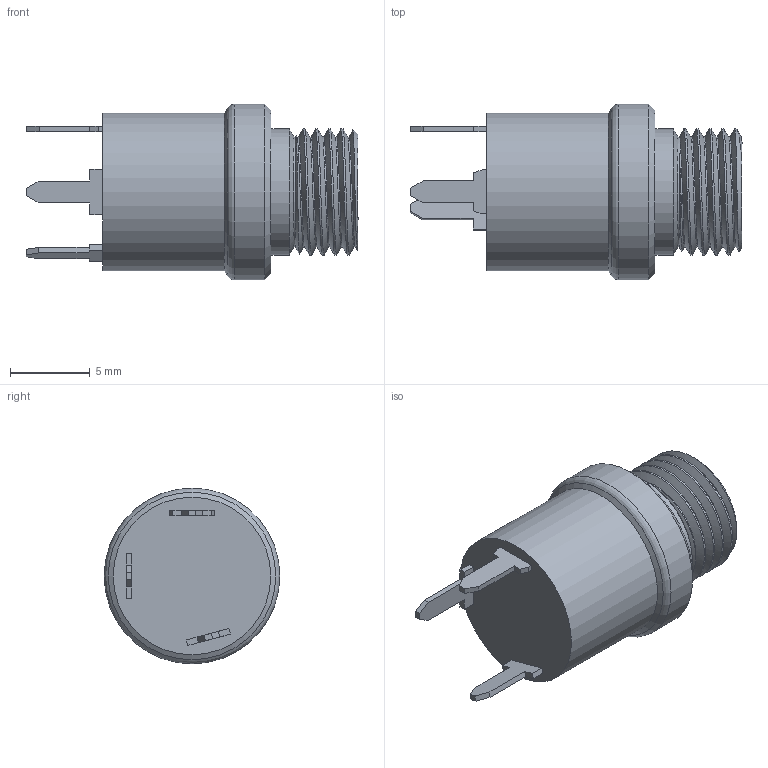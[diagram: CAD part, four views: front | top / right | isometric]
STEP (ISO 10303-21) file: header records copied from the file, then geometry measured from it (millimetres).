
FILE_DESCRIPTION(/* description */ (''),/* implementation_level */ '2;1');
FILE_NAME(/* name */ 'PC712A.stp',/* time_stamp */ '2014-10-30T15:34:21+00:00',/* author */ ('Patrick Camilleri'),/* organization */ (''),/* preprocessor_version */ 'ST-DEVELOPER v15.6',/* originating_system */ 'Autodesk Inventor 2015',/* authorisation */ '');
FILE_SCHEMA (('AUTOMOTIVE_DESIGN { 1 0 10303 214 3 1 1 }'));
Length unit declared in the file: inch
Products named in the file (1): PC712A_original
Bounding box: 20.83 x 11.02 x 11.02 mm (x, y, z)
Volume: 865.2 mm3; surface area: 1021.1 mm2
Topology: 1 solids, 1 shells, 71 faces, 183 edges, 120 vertices
Faces by surface type: plane 45, cylinder 13, cone 8, bspline 3, torus 2
Full cylindrical faces by diameter (mm): 5.842 x1, 6.934 x5, 7.925 x1, 9.887 x1, 11.024 x1
Entity records: 3126 total; most frequent: CARTESIAN_POINT 1586, ORIENTED_EDGE 302, DIRECTION 295, EDGE_CURVE 151, VERTEX_POINT 106, LINE 105, VECTOR 105, AXIS2_PLACEMENT_3D 95
